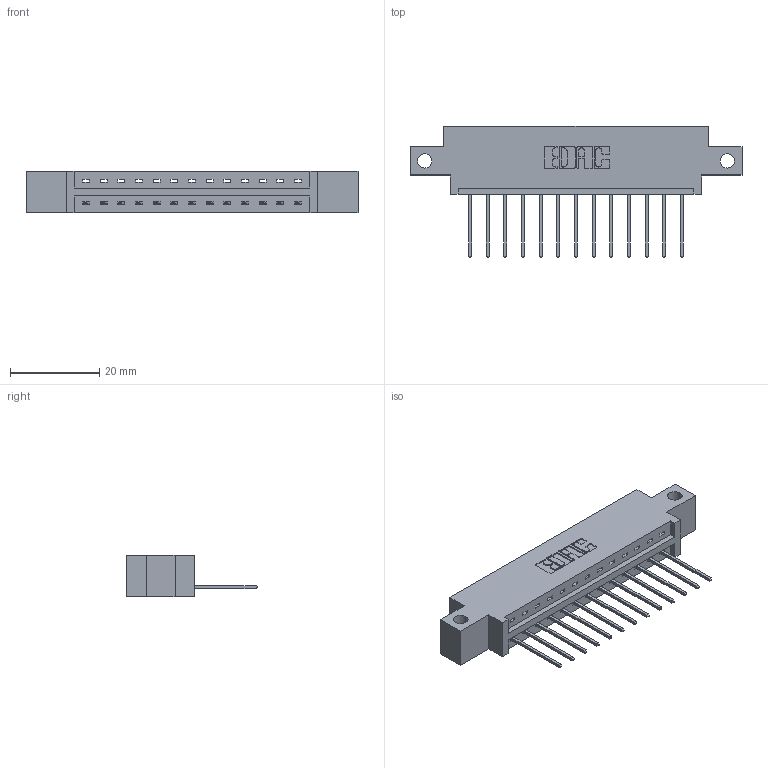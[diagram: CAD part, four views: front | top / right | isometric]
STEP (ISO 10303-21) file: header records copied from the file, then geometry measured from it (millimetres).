
FILE_DESCRIPTION (( 'STEP AP203' ), '1' );
FILE_NAME ('387-013-540-612.STEP', '2019-10-02T14:24:24', ( '' ), ( '' ), 'SwSTEP 2.0', 'SolidWorks 2016', '' );
FILE_SCHEMA (( 'CONFIG_CONTROL_DESIGN' ));
Length unit declared in the file: inch
Products named in the file (3): 387-013-540-612; 337 Part_0.170 Offset - Side Mount; 345-292-001_345-293-140
Assembly tree (14 placements, depth 2):
  387-013-540-612
    337 Part_0.170 Offset - Side Mount
    345-292-001_345-293-140  x13
Bounding box: 74.52 x 29.47 x 9.4 mm (x, y, z)
Volume: 7195.4 mm3; surface area: 7346.2 mm2
Topology: 14 solids, 14 shells, 924 faces, 2767 edges, 1826 vertices
Faces by surface type: plane 672, cylinder 252
Entity records: 13567 total; most frequent: CARTESIAN_POINT 2369, ORIENTED_EDGE 2318, DIRECTION 2053, EDGE_CURVE 1159, VECTOR 1031, LINE 1031, VERTEX_POINT 770, AXIS2_PLACEMENT_3D 511
